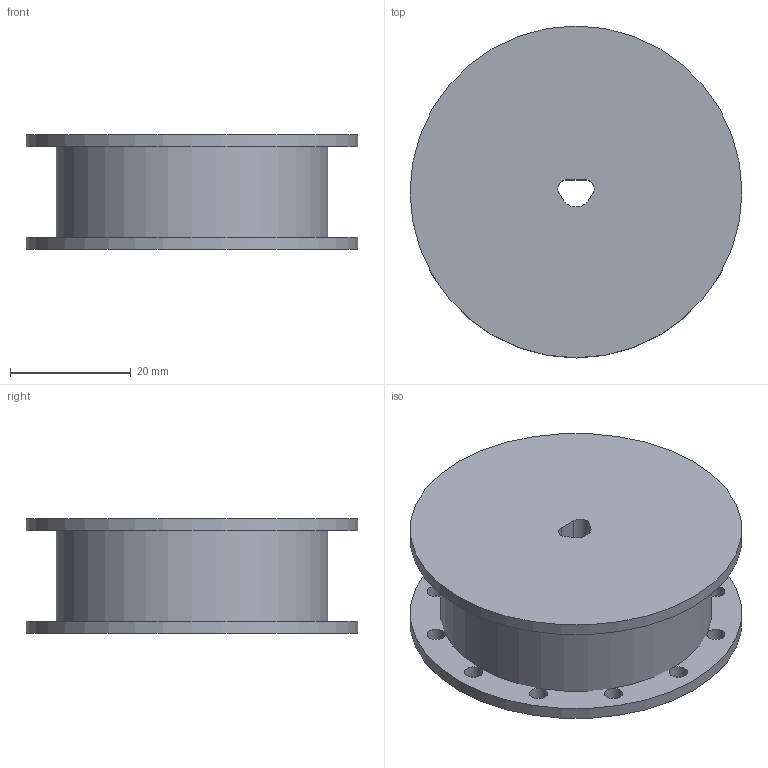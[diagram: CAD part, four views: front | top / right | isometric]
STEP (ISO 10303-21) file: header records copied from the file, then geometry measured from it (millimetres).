
FILE_DESCRIPTION(/* description */ (''),/* implementation_level */ '2;1');
FILE_NAME(/* name */ 'WinderSpoolTraditionalMachining.stp',/* time_stamp */ '2021-01-06T18:12:04-05:00',/* author */ ('elmar'),/* organization */ (''),/* preprocessor_version */ 'ST-DEVELOPER v18.1',/* originating_system */ 'Autodesk Inventor 2021',/* authorisation */ '');
FILE_SCHEMA (('AUTOMOTIVE_DESIGN { 1 0 10303 214 3 1 1 }'));
Length unit declared in the file: millimetre
Products named in the file (1): WinderSpoolTraditionalMachining
Bounding box: 55 x 55 x 19 mm (x, y, z)
Volume: 32788 mm3; surface area: 9470.1 mm2
Topology: 1 solids, 1 shells, 23 faces, 84 edges, 53 vertices
Faces by surface type: cylinder 18, plane 5
Full cylindrical faces by diameter (mm): 3 x12, 45 x1, 55 x2
Entity records: 1022 total; most frequent: DIRECTION 195, ORIENTED_EDGE 168, CARTESIAN_POINT 161, AXIS2_PLACEMENT_3D 87, EDGE_CURVE 84, CIRCLE 63, VERTEX_POINT 53, EDGE_LOOP 39
